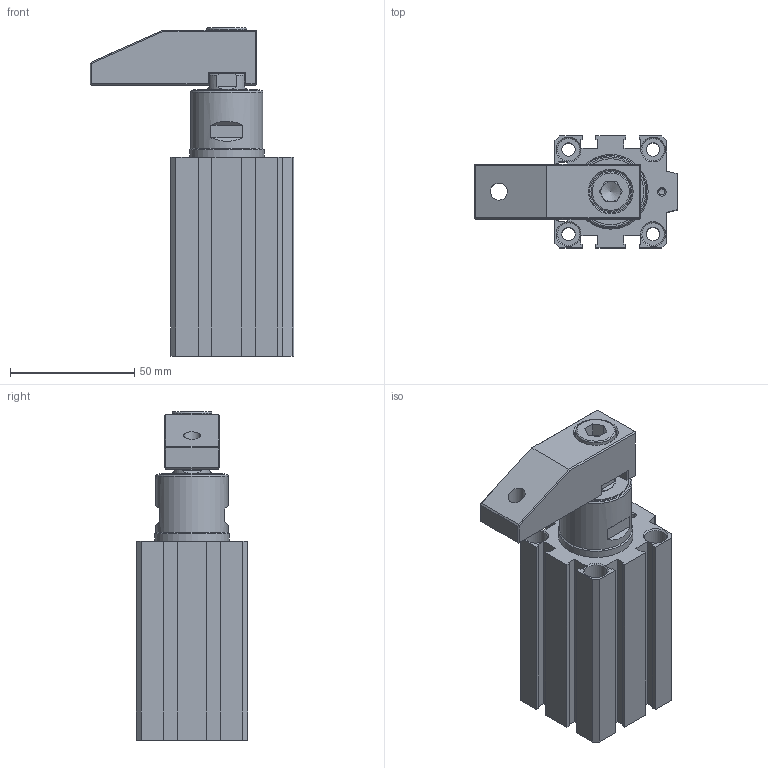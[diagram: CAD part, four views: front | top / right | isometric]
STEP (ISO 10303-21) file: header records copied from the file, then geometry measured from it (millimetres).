
FILE_DESCRIPTION(/* description */ ('STEP AP214'),/* implementation_level */ '2;1');
FILE_NAME(/* name */ 'SCQ_32_TS_MIT_SPANNARM_TUENKERS.stp',/* time_stamp */ '2019-02-05T09:11:17+01:00',/* author */ ('rauhutc'),/* organization */ (''),/* preprocessor_version */ 'ST-DEVELOPER v17',/* originating_system */ 'Autodesk Inventor 2018',/* authorisation */ '');
FILE_SCHEMA (('AUTOMOTIVE_DESIGN { 1 0 10303 214 3 1 1 }'));
Length unit declared in the file: millimetre
Products named in the file (4): SCQ-32-TS; NPBS32-Part-2_¹w³]; NPBS32-Part-1_¹w³]; NPBS32-Part-3_¹w³]
Assembly tree (3 placements, depth 2):
  SCQ-32-TS
    NPBS32-Part-2_¹w³]
    NPBS32-Part-1_¹w³]
    NPBS32-Part-3_¹w³]
Bounding box: 82 x 45 x 132 mm (x, y, z)
Volume: 178226.9 mm3; surface area: 45667.4 mm2
Topology: 3 solids, 4 shells, 229 faces, 658 edges, 447 vertices
Faces by surface type: plane 150, cylinder 44, cone 33, torus 2
Full cylindrical faces by diameter (mm): 2.5 x9, 5.1 x2, 5.4 x4, 6.8 x1, 8 x1, 8.5 x1, 8.7 x2, 9 x8, 10 x1, 10.5 x1, 12 x2, 16 x1, 17 x1, 26.5 x1, 29 x1, 30 x1, 34.9 x1
Entity records: 7902 total; most frequent: CARTESIAN_POINT 1494, DIRECTION 1341, ORIENTED_EDGE 1310, EDGE_CURVE 655, AXIS2_PLACEMENT_3D 474, VERTEX_POINT 447, LINE 393, VECTOR 393
